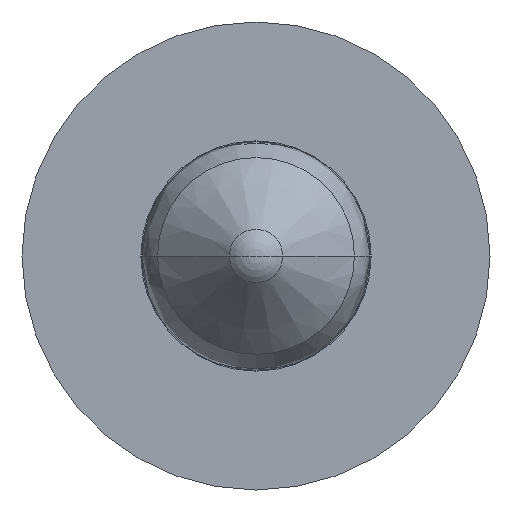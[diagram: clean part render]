
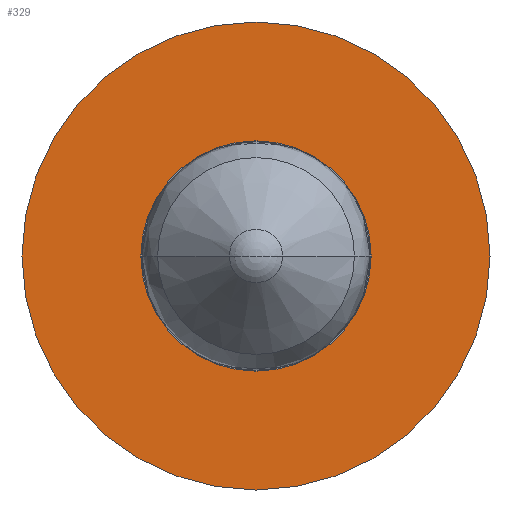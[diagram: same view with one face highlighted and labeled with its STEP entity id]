
A CAD part, left-side view. The second image highlights one B-rep face of the part: STEP entity #329.
In plain terms, the highlighted planar face has unit normal (-1, 0, 0).
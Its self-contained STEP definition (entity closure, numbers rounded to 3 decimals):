
#24=CARTESIAN_POINT('',(22.9,0.,0.));
#25=DIRECTION('',(1.,0.,0.));
#26=DIRECTION('',(0.,0.,1.));
#27=AXIS2_PLACEMENT_3D('',#24,#25,#26);
#29=CARTESIAN_POINT('',(22.9,0.,0.));
#30=DIRECTION('',(1.,0.,0.));
#31=DIRECTION('',(0.,0.,-1.));
#32=AXIS2_PLACEMENT_3D('',#29,#30,#31);
#34=CARTESIAN_POINT('',(22.9,0.,0.));
#35=DIRECTION('',(1.,0.,0.));
#36=DIRECTION('',(0.,1.,0.));
#37=AXIS2_PLACEMENT_3D('',#34,#35,#36);
#39=CARTESIAN_POINT('',(22.9,0.,0.));
#40=DIRECTION('',(1.,0.,0.));
#41=DIRECTION('',(0.,-1.,0.));
#42=AXIS2_PLACEMENT_3D('',#39,#40,#41);
#245=CARTESIAN_POINT('',(22.9,0.,6.4));
#246=VERTEX_POINT('',#245);
#247=CARTESIAN_POINT('',(22.9,0.,-6.4));
#248=VERTEX_POINT('',#247);
#261=CARTESIAN_POINT('',(22.9,3.15,0.));
#262=CARTESIAN_POINT('',(22.9,-3.15,0.));
#263=VERTEX_POINT('',#261);
#264=VERTEX_POINT('',#262);
#313=CARTESIAN_POINT('',(22.9,0.,0.));
#314=DIRECTION('',(1.,0.,0.));
#315=DIRECTION('',(0.,-1.,0.));
#316=AXIS2_PLACEMENT_3D('',#313,#314,#315);
#317=PLANE('',#316);
#319=ORIENTED_EDGE('',*,*,#318,.T.);
#321=ORIENTED_EDGE('',*,*,#320,.T.);
#322=EDGE_LOOP('',(#319,#321));
#323=FACE_OUTER_BOUND('',#322,.F.);
#325=ORIENTED_EDGE('',*,*,#324,.F.);
#326=ORIENTED_EDGE('',*,*,#303,.F.);
#327=EDGE_LOOP('',(#325,#326));
#328=FACE_BOUND('',#327,.F.);
#28=CIRCLE('',#27,6.4);
#33=CIRCLE('',#32,6.4);
#38=CIRCLE('',#37,3.15);
#43=CIRCLE('',#42,3.15);
#303=EDGE_CURVE('',#264,#263,#43,.T.);
#318=EDGE_CURVE('',#246,#248,#28,.T.);
#320=EDGE_CURVE('',#248,#246,#33,.T.);
#324=EDGE_CURVE('',#263,#264,#38,.T.);
#329=ADVANCED_FACE('',(#323,#328),#317,.F.);
